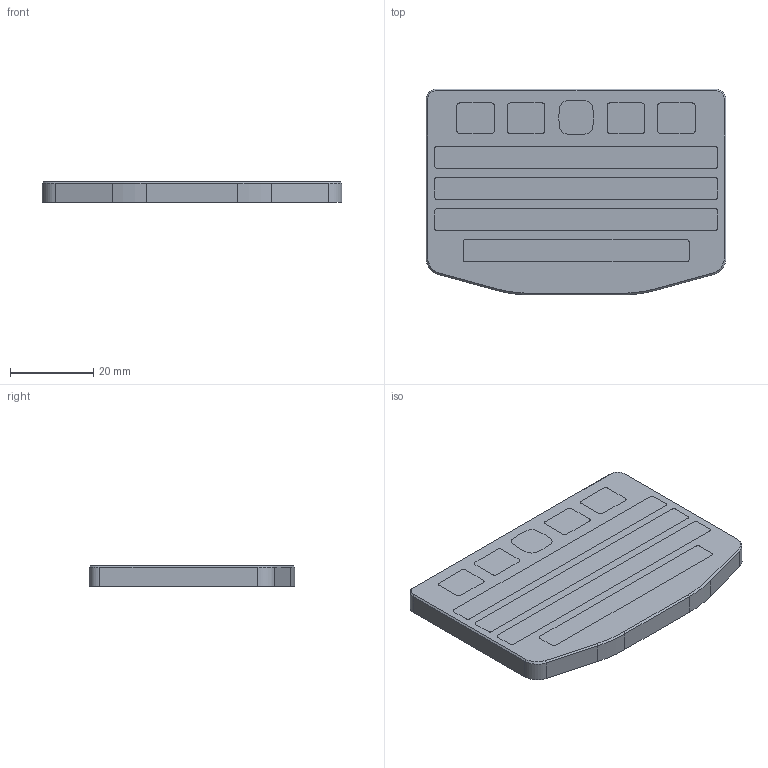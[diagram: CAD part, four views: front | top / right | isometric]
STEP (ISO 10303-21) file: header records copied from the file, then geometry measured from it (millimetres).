
FILE_DESCRIPTION (( 'STEP AP214' ), '1' );
FILE_NAME ('9981蓝牙键盘标准版上盖2.STEP', '2025-10-09T00:49:18', ( '' ), ( '' ), 'SwSTEP 2.0', 'SolidWorks 2021', '' );
FILE_SCHEMA (( 'AUTOMOTIVE_DESIGN' ));
Length unit declared in the file: millimetre
Products named in the file (1): 9981蓝牙键盘标准版上盖2
Bounding box: 71.85 x 49.34 x 5 mm (x, y, z)
Volume: 3717.2 mm3; surface area: 9856.6 mm2
Topology: 1 solids, 1 shells, 201 faces, 531 edges, 352 vertices
Faces by surface type: plane 111, cylinder 84, cone 6
Entity records: 6286 total; most frequent: DIRECTION 1106, CARTESIAN_POINT 1092, ORIENTED_EDGE 1062, EDGE_CURVE 531, AXIS2_PLACEMENT_3D 376, VECTOR 354, LINE 354, VERTEX_POINT 352
